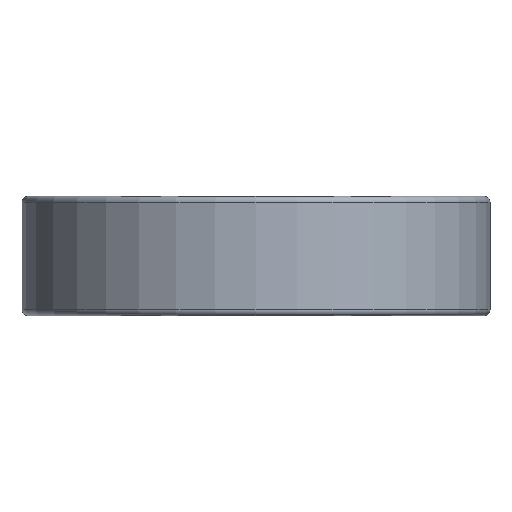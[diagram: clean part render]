
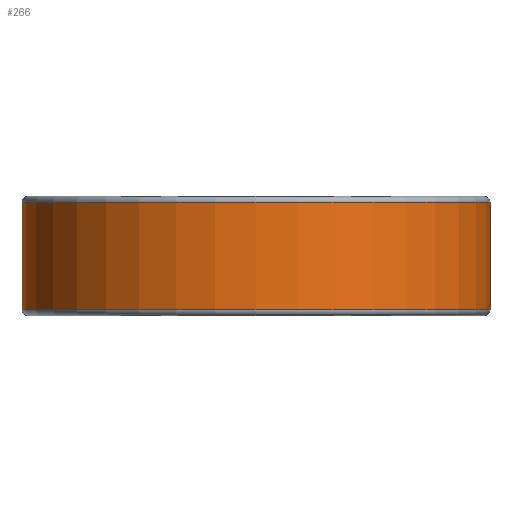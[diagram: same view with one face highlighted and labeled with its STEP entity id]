
A CAD part, left-side view. The second image highlights one B-rep face of the part: STEP entity #266.
In plain terms, the highlighted cylindrical face has radius 23.5 mm (diameter 47 mm), a partial arc.
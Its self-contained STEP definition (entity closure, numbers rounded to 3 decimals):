
#266=ADVANCED_FACE('',(#596),#597,.T.);
#596=FACE_OUTER_BOUND('',#987,.T.);
#597=CYLINDRICAL_SURFACE('',#988,23.5);
#987=EDGE_LOOP('',(#1671,#1672,#1673,#1674));
#988=AXIS2_PLACEMENT_3D('',#1675,#1676,#1677);
#1671=ORIENTED_EDGE('',*,*,#2400,.F.);
#1672=ORIENTED_EDGE('',*,*,#2401,.T.);
#1673=ORIENTED_EDGE('',*,*,#2398,.T.);
#1674=ORIENTED_EDGE('',*,*,#2402,.F.);
#1675=CARTESIAN_POINT('',(0.0,0.0,35.166));
#1676=DIRECTION('',(-0.0,0.0,1.0));
#1677=DIRECTION('',(0.0,-1.0,0.0));
#2398=EDGE_CURVE('',#2858,#2860,#2864,.T.);
#2400=EDGE_CURVE('',#2866,#2867,#2868,.T.);
#2401=EDGE_CURVE('',#2866,#2858,#2869,.T.);
#2402=EDGE_CURVE('',#2867,#2860,#2870,.T.);
#2858=VERTEX_POINT('',#3964);
#2860=VERTEX_POINT('',#3966);
#2864=CIRCLE('',#3970,23.5);
#2866=VERTEX_POINT('',#3972);
#2867=VERTEX_POINT('',#3973);
#2868=CIRCLE('',#3974,23.5);
#2869=LINE('',#3975,#3976);
#2870=LINE('',#3977,#3978);
#3964=CARTESIAN_POINT('',(0.0,-23.5,5.4));
#3966=CARTESIAN_POINT('',(0.0,23.5,5.4));
#3970=AXIS2_PLACEMENT_3D('',#4639,#4640,#4641);
#3972=CARTESIAN_POINT('',(0.0,-23.5,-5.4));
#3973=CARTESIAN_POINT('',(0.0,23.5,-5.4));
#3974=AXIS2_PLACEMENT_3D('',#4642,#4643,#4644);
#3975=CARTESIAN_POINT('',(0.0,-23.5,-5.4));
#3976=VECTOR('',#4645,10.8);
#3977=CARTESIAN_POINT('',(0.0,23.5,-5.4));
#3978=VECTOR('',#4646,10.8);
#4639=CARTESIAN_POINT('',(0.0,0.0,5.4));
#4640=DIRECTION('',(0.0,0.0,-1.0));
#4641=DIRECTION('',(0.0,-1.0,0.0));
#4642=CARTESIAN_POINT('',(0.0,0.0,-5.4));
#4643=DIRECTION('',(0.0,0.0,-1.0));
#4644=DIRECTION('',(0.0,-1.0,0.0));
#4645=DIRECTION('',(0.0,0.0,1.0));
#4646=DIRECTION('',(0.0,0.0,1.0));
